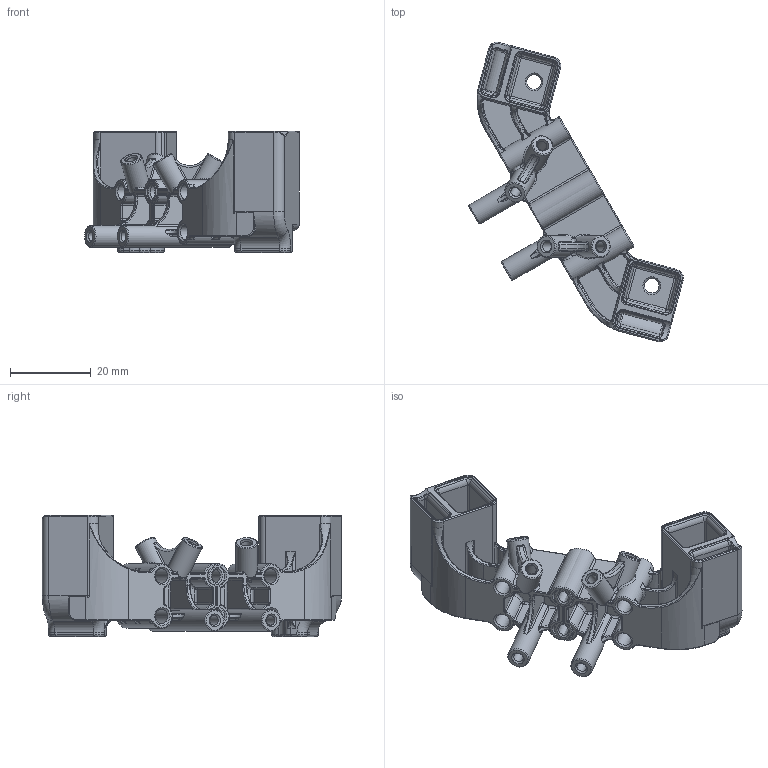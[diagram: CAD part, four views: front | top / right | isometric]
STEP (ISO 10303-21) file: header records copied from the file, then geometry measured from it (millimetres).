
FILE_DESCRIPTION(/* description */ (''),/* implementation_level */ '2;1');
FILE_NAME(/* name */ 'MP_DooKi3_SLM_Z_MGN9C_Front_V6.step',/* time_stamp */ '2024-11-20T13:47:57-05:00',/* author */ (''),/* organization */ (''),/* preprocessor_version */ 'ST-DEVELOPER v20',/* originating_system */ 'Autodesk Translation Framework v13.20.0.188',/* authorisation */ '');
FILE_SCHEMA (('AUTOMOTIVE_DESIGN { 1 0 10303 214 3 1 1 }'));
Products named in the file (1): MP_DooKi3_SLM_Z_MGN9C_Front_V6
Bounding box: 53.2 x 74.21 x 30 mm (x, y, z)
Volume: 14712.9 mm3; surface area: 18083.9 mm2
Topology: 2 solids, 2 shells, 1518 faces, 3560 edges, 1908 vertices
Faces by surface type: cylinder 522, bspline 400, torus 340, plane 190, cone 56, sphere 10
Full cylindrical faces by diameter (mm): 2.4 x6, 3.6 x10, 5.4 x6
Entity records: 55271 total; most frequent: CARTESIAN_POINT 23036, ORIENTED_EDGE 6844, DIRECTION 6642, EDGE_CURVE 3422, AXIS2_PLACEMENT_3D 2829, VERTEX_POINT 1908, CIRCLE 1610, EDGE_LOOP 1554
